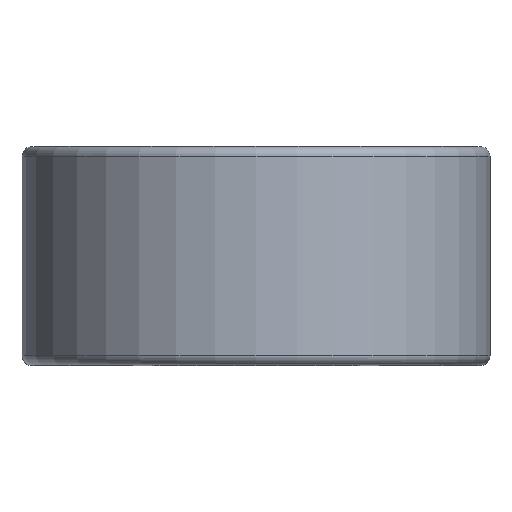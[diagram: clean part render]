
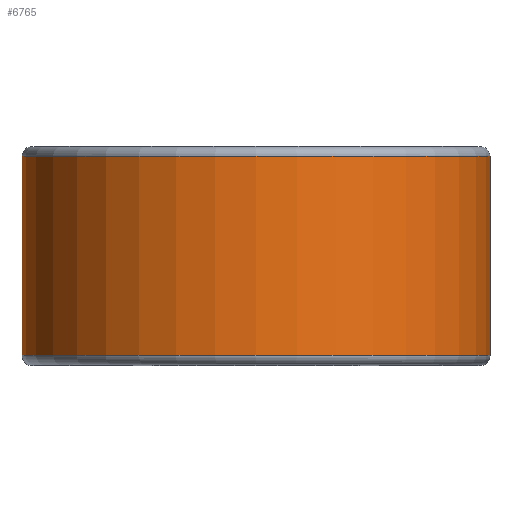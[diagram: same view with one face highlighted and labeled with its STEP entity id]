
A CAD part, top view. The second image highlights one B-rep face of the part: STEP entity #6765.
In plain terms, the highlighted cylindrical face has radius 11.9 mm (diameter 23.8 mm), a partial arc.
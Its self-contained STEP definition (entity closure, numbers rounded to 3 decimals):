
#55=CYLINDRICAL_SURFACE('',#7062,11.9);
#79=CIRCLE('',#7039,11.9);
#83=CIRCLE('',#7049,11.9);
#724=FACE_OUTER_BOUND('',#1125,.T.);
#1125=EDGE_LOOP('',(#6184,#6185,#6186,#6187));
#1806=LINE('',#12447,#2477);
#1807=LINE('',#12448,#2478);
#2477=VECTOR('',#8283,10.);
#2478=VECTOR('',#8284,10.);
#3348=VERTEX_POINT('',#12301);
#3349=VERTEX_POINT('',#12305);
#3351=VERTEX_POINT('',#12318);
#3353=VERTEX_POINT('',#12324);
#4286=EDGE_CURVE('',#3348,#3349,#79,.T.);
#4297=EDGE_CURVE('',#3351,#3353,#83,.T.);
#4316=EDGE_CURVE('',#3348,#3353,#1806,.T.);
#4317=EDGE_CURVE('',#3349,#3351,#1807,.T.);
#6184=ORIENTED_EDGE('',*,*,#4286,.F.);
#6185=ORIENTED_EDGE('',*,*,#4316,.T.);
#6186=ORIENTED_EDGE('',*,*,#4297,.F.);
#6187=ORIENTED_EDGE('',*,*,#4317,.F.);
#6765=ADVANCED_FACE('',(#724),#55,.T.);
#7039=AXIS2_PLACEMENT_3D('',#12307,#8218,#8219);
#7049=AXIS2_PLACEMENT_3D('',#12328,#8244,#8245);
#7062=AXIS2_PLACEMENT_3D('',#12446,#8281,#8282);
#8218=DIRECTION('center_axis',(0.,-1.,0.));
#8219=DIRECTION('ref_axis',(0.,0.,1.));
#8244=DIRECTION('center_axis',(0.,1.,0.));
#8245=DIRECTION('ref_axis',(0.,0.,1.));
#8281=DIRECTION('center_axis',(0.,1.,0.));
#8282=DIRECTION('ref_axis',(-1.,0.,0.));
#8283=DIRECTION('',(0.,1.,0.));
#8284=DIRECTION('',(0.,1.,0.));
#12301=CARTESIAN_POINT('',(11.9,-5.06,11.9));
#12305=CARTESIAN_POINT('',(-11.9,-5.06,11.9));
#12307=CARTESIAN_POINT('Origin',(0.,-5.06,11.9));
#12318=CARTESIAN_POINT('',(-11.9,5.06,11.9));
#12324=CARTESIAN_POINT('',(11.9,5.06,11.9));
#12328=CARTESIAN_POINT('Origin',(0.,5.06,11.9));
#12446=CARTESIAN_POINT('Origin',(0.,0.,11.9));
#12447=CARTESIAN_POINT('',(11.9,0.,11.9));
#12448=CARTESIAN_POINT('',(-11.9,0.,11.9));
